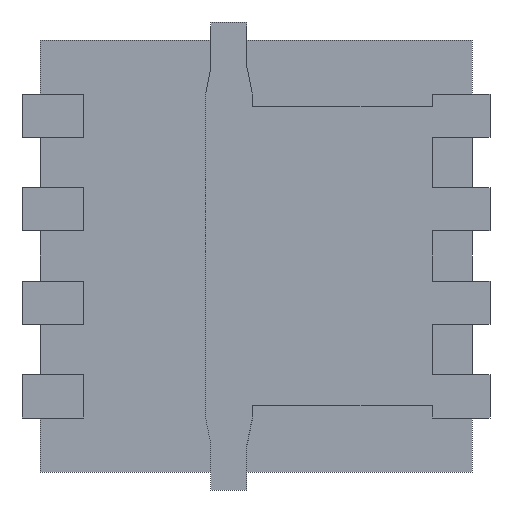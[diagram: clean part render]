
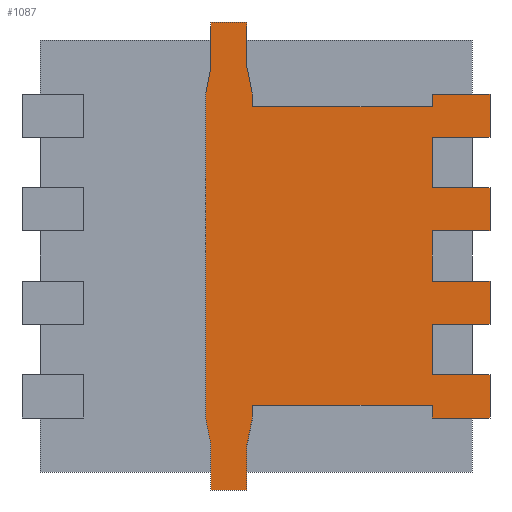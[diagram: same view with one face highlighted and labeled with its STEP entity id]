
A CAD part, front view. The second image highlights one B-rep face of the part: STEP entity #1087.
In plain terms, the highlighted planar face has unit normal (0, -1, 0).
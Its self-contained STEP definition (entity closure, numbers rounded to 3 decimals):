
#59 = EDGE_CURVE('',#60,#62,#64,.T.);
#60 = VERTEX_POINT('',#61);
#61 = CARTESIAN_POINT('',(1.651,0.,0.483));
#62 = VERTEX_POINT('',#63);
#63 = CARTESIAN_POINT('',(1.651,0.,0.178));
#64 = LINE('',#65,#66);
#65 = CARTESIAN_POINT('',(1.651,0.,0.178));
#66 = VECTOR('',#67,1.);
#67 = DIRECTION('',(-0.,-0.,-1.));
#99 = EDGE_CURVE('',#62,#100,#102,.T.);
#100 = VERTEX_POINT('',#101);
#101 = CARTESIAN_POINT('',(1.245,0.,0.178));
#102 = LINE('',#103,#104);
#103 = CARTESIAN_POINT('',(1.245,0.,0.178));
#104 = VECTOR('',#105,1.);
#105 = DIRECTION('',(-1.,-0.,0.));
#130 = EDGE_CURVE('',#100,#131,#133,.T.);
#131 = VERTEX_POINT('',#132);
#132 = CARTESIAN_POINT('',(1.245,0.,-0.178));
#133 = LINE('',#134,#135);
#134 = CARTESIAN_POINT('',(1.245,0.,-0.178));
#135 = VECTOR('',#136,1.);
#136 = DIRECTION('',(-0.,-0.,-1.));
#161 = EDGE_CURVE('',#131,#162,#164,.T.);
#162 = VERTEX_POINT('',#163);
#163 = CARTESIAN_POINT('',(1.651,0.,-0.178));
#164 = LINE('',#165,#166);
#165 = CARTESIAN_POINT('',(1.651,0.,-0.178));
#166 = VECTOR('',#167,1.);
#167 = DIRECTION('',(1.,-0.,0.));
#192 = EDGE_CURVE('',#162,#193,#195,.T.);
#193 = VERTEX_POINT('',#194);
#194 = CARTESIAN_POINT('',(1.651,0.,-0.483));
#195 = LINE('',#196,#197);
#196 = CARTESIAN_POINT('',(1.651,0.,-0.483));
#197 = VECTOR('',#198,1.);
#198 = DIRECTION('',(-0.,-0.,-1.));
#223 = EDGE_CURVE('',#193,#224,#226,.T.);
#224 = VERTEX_POINT('',#225);
#225 = CARTESIAN_POINT('',(1.245,0.,-0.483));
#226 = LINE('',#227,#228);
#227 = CARTESIAN_POINT('',(1.245,0.,-0.483));
#228 = VECTOR('',#229,1.);
#229 = DIRECTION('',(-1.,-0.,0.));
#254 = EDGE_CURVE('',#224,#255,#257,.T.);
#255 = VERTEX_POINT('',#256);
#256 = CARTESIAN_POINT('',(1.245,0.,-0.838));
#257 = LINE('',#258,#259);
#258 = CARTESIAN_POINT('',(1.245,0.,-0.838));
#259 = VECTOR('',#260,1.);
#260 = DIRECTION('',(-0.,-0.,-1.));
#285 = EDGE_CURVE('',#255,#286,#288,.T.);
#286 = VERTEX_POINT('',#287);
#287 = CARTESIAN_POINT('',(1.651,0.,-0.838));
#288 = LINE('',#289,#290);
#289 = CARTESIAN_POINT('',(1.651,0.,-0.838));
#290 = VECTOR('',#291,1.);
#291 = DIRECTION('',(1.,-0.,0.));
#316 = EDGE_CURVE('',#286,#317,#319,.T.);
#317 = VERTEX_POINT('',#318);
#318 = CARTESIAN_POINT('',(1.651,0.,-1.143));
#319 = LINE('',#320,#321);
#320 = CARTESIAN_POINT('',(1.651,0.,-1.143));
#321 = VECTOR('',#322,1.);
#322 = DIRECTION('',(-0.,-0.,-1.));
#347 = EDGE_CURVE('',#317,#348,#350,.T.);
#348 = VERTEX_POINT('',#349);
#349 = CARTESIAN_POINT('',(1.245,0.,-1.143));
#350 = LINE('',#351,#352);
#351 = CARTESIAN_POINT('',(1.245,0.,-1.143));
#352 = VECTOR('',#353,1.);
#353 = DIRECTION('',(-1.,-0.,0.));
#378 = EDGE_CURVE('',#348,#379,#381,.T.);
#379 = VERTEX_POINT('',#380);
#380 = CARTESIAN_POINT('',(1.245,0.,-1.054));
#381 = LINE('',#382,#383);
#382 = CARTESIAN_POINT('',(1.245,0.,-1.054));
#383 = VECTOR('',#384,1.);
#384 = DIRECTION('',(0.,-0.,1.));
#409 = EDGE_CURVE('',#379,#410,#412,.T.);
#410 = VERTEX_POINT('',#411);
#411 = CARTESIAN_POINT('',(-0.025,0.,-1.054));
#412 = LINE('',#413,#414);
#413 = CARTESIAN_POINT('',(-0.025,0.,-1.054));
#414 = VECTOR('',#415,1.);
#415 = DIRECTION('',(-1.,-0.,0.));
#440 = EDGE_CURVE('',#410,#441,#443,.T.);
#441 = VERTEX_POINT('',#442);
#442 = CARTESIAN_POINT('',(-0.025,0.,-1.143));
#443 = LINE('',#444,#445);
#444 = CARTESIAN_POINT('',(-0.025,0.,-1.143));
#445 = VECTOR('',#446,1.);
#446 = DIRECTION('',(-0.,-0.,-1.));
#471 = EDGE_CURVE('',#441,#472,#474,.T.);
#472 = VERTEX_POINT('',#473);
#473 = CARTESIAN_POINT('',(-0.064,0.,-1.334));
#474 = LINE('',#475,#476);
#475 = CARTESIAN_POINT('',(-0.064,0.,-1.334));
#476 = VECTOR('',#477,1.);
#477 = DIRECTION('',(-0.196,-0.,-0.981));
#502 = EDGE_CURVE('',#472,#503,#505,.T.);
#503 = VERTEX_POINT('',#504);
#504 = CARTESIAN_POINT('',(-0.064,0.,-1.651));
#505 = LINE('',#506,#507);
#506 = CARTESIAN_POINT('',(-0.064,0.,-1.651));
#507 = VECTOR('',#508,1.);
#508 = DIRECTION('',(-0.,-0.,-1.));
#533 = EDGE_CURVE('',#503,#534,#536,.T.);
#534 = VERTEX_POINT('',#535);
#535 = CARTESIAN_POINT('',(-0.318,0.,-1.651));
#536 = LINE('',#537,#538);
#537 = CARTESIAN_POINT('',(-0.318,0.,-1.651));
#538 = VECTOR('',#539,1.);
#539 = DIRECTION('',(-1.,-0.,-0.));
#564 = EDGE_CURVE('',#534,#565,#567,.T.);
#565 = VERTEX_POINT('',#566);
#566 = CARTESIAN_POINT('',(-0.318,0.,-1.334));
#567 = LINE('',#568,#569);
#568 = CARTESIAN_POINT('',(-0.318,0.,-1.334));
#569 = VECTOR('',#570,1.);
#570 = DIRECTION('',(-0.,-0.,1.));
#595 = EDGE_CURVE('',#565,#596,#598,.T.);
#596 = VERTEX_POINT('',#597);
#597 = CARTESIAN_POINT('',(-0.356,0.,-1.143));
#598 = LINE('',#599,#600);
#599 = CARTESIAN_POINT('',(-0.356,0.,-1.143));
#600 = VECTOR('',#601,1.);
#601 = DIRECTION('',(-0.196,-0.,0.981));
#626 = EDGE_CURVE('',#596,#627,#629,.T.);
#627 = VERTEX_POINT('',#628);
#628 = CARTESIAN_POINT('',(-0.356,0.,1.143));
#629 = LINE('',#630,#631);
#630 = CARTESIAN_POINT('',(-0.356,0.,1.143));
#631 = VECTOR('',#632,1.);
#632 = DIRECTION('',(0.,-0.,1.));
#657 = EDGE_CURVE('',#627,#658,#660,.T.);
#658 = VERTEX_POINT('',#659);
#659 = CARTESIAN_POINT('',(-0.318,0.,1.334));
#660 = LINE('',#661,#662);
#661 = CARTESIAN_POINT('',(-0.318,0.,1.334));
#662 = VECTOR('',#663,1.);
#663 = DIRECTION('',(0.196,-0.,0.981));
#688 = EDGE_CURVE('',#658,#689,#691,.T.);
#689 = VERTEX_POINT('',#690);
#690 = CARTESIAN_POINT('',(-0.318,0.,1.651));
#691 = LINE('',#692,#693);
#692 = CARTESIAN_POINT('',(-0.318,0.,1.651));
#693 = VECTOR('',#694,1.);
#694 = DIRECTION('',(-0.,-0.,1.));
#719 = EDGE_CURVE('',#689,#720,#722,.T.);
#720 = VERTEX_POINT('',#721);
#721 = CARTESIAN_POINT('',(-0.064,0.,1.651));
#722 = LINE('',#723,#724);
#723 = CARTESIAN_POINT('',(-0.064,0.,1.651));
#724 = VECTOR('',#725,1.);
#725 = DIRECTION('',(1.,-0.,-0.));
#750 = EDGE_CURVE('',#720,#751,#753,.T.);
#751 = VERTEX_POINT('',#752);
#752 = CARTESIAN_POINT('',(-0.064,0.,1.334));
#753 = LINE('',#754,#755);
#754 = CARTESIAN_POINT('',(-0.064,0.,1.334));
#755 = VECTOR('',#756,1.);
#756 = DIRECTION('',(-0.,-0.,-1.));
#781 = EDGE_CURVE('',#751,#782,#784,.T.);
#782 = VERTEX_POINT('',#783);
#783 = CARTESIAN_POINT('',(-0.025,0.,1.143));
#784 = LINE('',#785,#786);
#785 = CARTESIAN_POINT('',(-0.025,0.,1.143));
#786 = VECTOR('',#787,1.);
#787 = DIRECTION('',(0.196,-0.,-0.981));
#812 = EDGE_CURVE('',#782,#813,#815,.T.);
#813 = VERTEX_POINT('',#814);
#814 = CARTESIAN_POINT('',(-0.025,0.,1.054));
#815 = LINE('',#816,#817);
#816 = CARTESIAN_POINT('',(-0.025,0.,1.054));
#817 = VECTOR('',#818,1.);
#818 = DIRECTION('',(-0.,-0.,-1.));
#843 = EDGE_CURVE('',#813,#844,#846,.T.);
#844 = VERTEX_POINT('',#845);
#845 = CARTESIAN_POINT('',(1.245,0.,1.054));
#846 = LINE('',#847,#848);
#847 = CARTESIAN_POINT('',(1.245,0.,1.054));
#848 = VECTOR('',#849,1.);
#849 = DIRECTION('',(1.,-0.,0.));
#874 = EDGE_CURVE('',#844,#875,#877,.T.);
#875 = VERTEX_POINT('',#876);
#876 = CARTESIAN_POINT('',(1.245,0.,1.143));
#877 = LINE('',#878,#879);
#878 = CARTESIAN_POINT('',(1.245,0.,1.143));
#879 = VECTOR('',#880,1.);
#880 = DIRECTION('',(-0.,-0.,1.));
#905 = EDGE_CURVE('',#875,#906,#908,.T.);
#906 = VERTEX_POINT('',#907);
#907 = CARTESIAN_POINT('',(1.651,0.,1.143));
#908 = LINE('',#909,#910);
#909 = CARTESIAN_POINT('',(1.651,0.,1.143));
#910 = VECTOR('',#911,1.);
#911 = DIRECTION('',(1.,-0.,0.));
#936 = EDGE_CURVE('',#906,#937,#939,.T.);
#937 = VERTEX_POINT('',#938);
#938 = CARTESIAN_POINT('',(1.651,0.,0.838));
#939 = LINE('',#940,#941);
#940 = CARTESIAN_POINT('',(1.651,0.,0.838));
#941 = VECTOR('',#942,1.);
#942 = DIRECTION('',(0.,-0.,-1.));
#967 = EDGE_CURVE('',#937,#968,#970,.T.);
#968 = VERTEX_POINT('',#969);
#969 = CARTESIAN_POINT('',(1.245,0.,0.838));
#970 = LINE('',#971,#972);
#971 = CARTESIAN_POINT('',(1.245,0.,0.838));
#972 = VECTOR('',#973,1.);
#973 = DIRECTION('',(-1.,-0.,0.));
#998 = EDGE_CURVE('',#968,#999,#1001,.T.);
#999 = VERTEX_POINT('',#1000);
#1000 = CARTESIAN_POINT('',(1.245,0.,0.483));
#1001 = LINE('',#1002,#1003);
#1002 = CARTESIAN_POINT('',(1.245,0.,0.483));
#1003 = VECTOR('',#1004,1.);
#1004 = DIRECTION('',(-0.,-0.,-1.));
#1029 = EDGE_CURVE('',#999,#60,#1030,.T.);
#1030 = LINE('',#1031,#1032);
#1031 = CARTESIAN_POINT('',(1.651,0.,0.483));
#1032 = VECTOR('',#1033,1.);
#1033 = DIRECTION('',(1.,-0.,0.));
#1087 = ADVANCED_FACE('',(#1088),#1122,.T.);
#1088 = FACE_BOUND('',#1089,.T.);
#1089 = EDGE_LOOP('',(#1090,#1091,#1092,#1093,#1094,#1095,#1096,#1097,
    #1098,#1099,#1100,#1101,#1102,#1103,#1104,#1105,#1106,#1107,#1108,
    #1109,#1110,#1111,#1112,#1113,#1114,#1115,#1116,#1117,#1118,#1119,
    #1120,#1121));
#1090 = ORIENTED_EDGE('',*,*,#59,.F.);
#1091 = ORIENTED_EDGE('',*,*,#1029,.F.);
#1092 = ORIENTED_EDGE('',*,*,#998,.F.);
#1093 = ORIENTED_EDGE('',*,*,#967,.F.);
#1094 = ORIENTED_EDGE('',*,*,#936,.F.);
#1095 = ORIENTED_EDGE('',*,*,#905,.F.);
#1096 = ORIENTED_EDGE('',*,*,#874,.F.);
#1097 = ORIENTED_EDGE('',*,*,#843,.F.);
#1098 = ORIENTED_EDGE('',*,*,#812,.F.);
#1099 = ORIENTED_EDGE('',*,*,#781,.F.);
#1100 = ORIENTED_EDGE('',*,*,#750,.F.);
#1101 = ORIENTED_EDGE('',*,*,#719,.F.);
#1102 = ORIENTED_EDGE('',*,*,#688,.F.);
#1103 = ORIENTED_EDGE('',*,*,#657,.F.);
#1104 = ORIENTED_EDGE('',*,*,#626,.F.);
#1105 = ORIENTED_EDGE('',*,*,#595,.F.);
#1106 = ORIENTED_EDGE('',*,*,#564,.F.);
#1107 = ORIENTED_EDGE('',*,*,#533,.F.);
#1108 = ORIENTED_EDGE('',*,*,#502,.F.);
#1109 = ORIENTED_EDGE('',*,*,#471,.F.);
#1110 = ORIENTED_EDGE('',*,*,#440,.F.);
#1111 = ORIENTED_EDGE('',*,*,#409,.F.);
#1112 = ORIENTED_EDGE('',*,*,#378,.F.);
#1113 = ORIENTED_EDGE('',*,*,#347,.F.);
#1114 = ORIENTED_EDGE('',*,*,#316,.F.);
#1115 = ORIENTED_EDGE('',*,*,#285,.F.);
#1116 = ORIENTED_EDGE('',*,*,#254,.F.);
#1117 = ORIENTED_EDGE('',*,*,#223,.F.);
#1118 = ORIENTED_EDGE('',*,*,#192,.F.);
#1119 = ORIENTED_EDGE('',*,*,#161,.F.);
#1120 = ORIENTED_EDGE('',*,*,#130,.F.);
#1121 = ORIENTED_EDGE('',*,*,#99,.F.);
#1122 = PLANE('',#1123);
#1123 = AXIS2_PLACEMENT_3D('',#1124,#1125,#1126);
#1124 = CARTESIAN_POINT('',(0.,0.,0.));
#1125 = DIRECTION('',(0.,-1.,0.));
#1126 = DIRECTION('',(0.,-0.,-1.));
